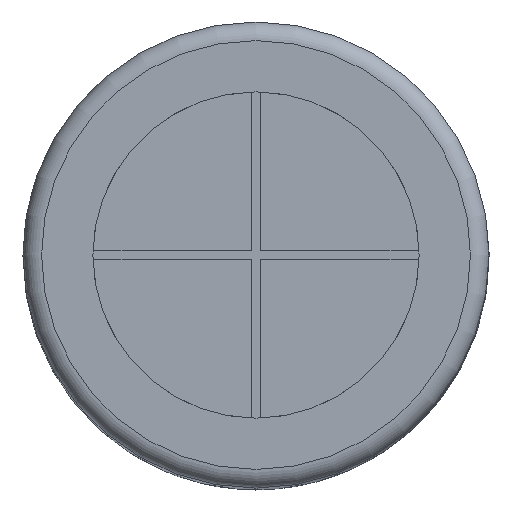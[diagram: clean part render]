
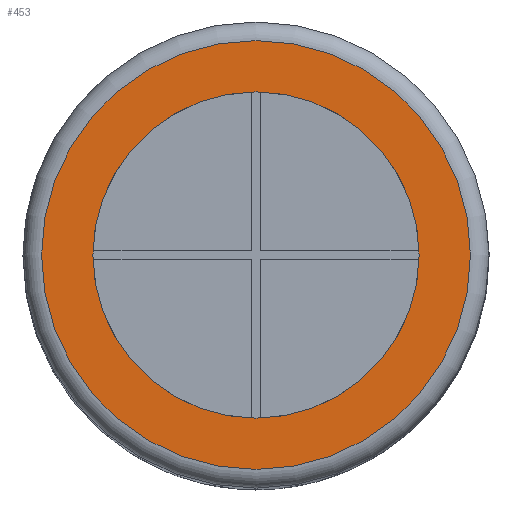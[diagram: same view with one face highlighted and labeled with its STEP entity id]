
A CAD part, top view. The second image highlights one B-rep face of the part: STEP entity #453.
In plain terms, the highlighted planar face has unit normal (0, 0, 1).
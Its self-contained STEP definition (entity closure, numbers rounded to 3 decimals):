
#433 = VERTEX_POINT('',#434);
#434 = CARTESIAN_POINT('',(-1.3,0.,12.));
#441 = EDGE_CURVE('',#433,#433,#442,.T.);
#442 = CIRCLE('',#443,2.3);
#443 = AXIS2_PLACEMENT_3D('',#444,#445,#446);
#444 = CARTESIAN_POINT('',(1.,0.,12.));
#445 = DIRECTION('',(0.,0.,1.));
#446 = DIRECTION('',(-1.,0.,0.));
#453 = ADVANCED_FACE('',(#454,#457),#468,.T.);
#454 = FACE_BOUND('',#455,.T.);
#455 = EDGE_LOOP('',(#456));
#456 = ORIENTED_EDGE('',*,*,#441,.T.);
#457 = FACE_BOUND('',#458,.T.);
#458 = EDGE_LOOP('',(#459));
#459 = ORIENTED_EDGE('',*,*,#460,.F.);
#460 = EDGE_CURVE('',#461,#461,#463,.T.);
#461 = VERTEX_POINT('',#462);
#462 = CARTESIAN_POINT('',(-0.75,0.,12.));
#463 = CIRCLE('',#464,1.75);
#464 = AXIS2_PLACEMENT_3D('',#465,#466,#467);
#465 = CARTESIAN_POINT('',(1.,0.,12.));
#466 = DIRECTION('',(0.,0.,1.));
#467 = DIRECTION('',(-1.,0.,0.));
#468 = PLANE('',#469);
#469 = AXIS2_PLACEMENT_3D('',#470,#471,#472);
#470 = CARTESIAN_POINT('',(1.,0.,12.));
#471 = DIRECTION('',(0.,0.,1.));
#472 = DIRECTION('',(-1.,0.,0.));
